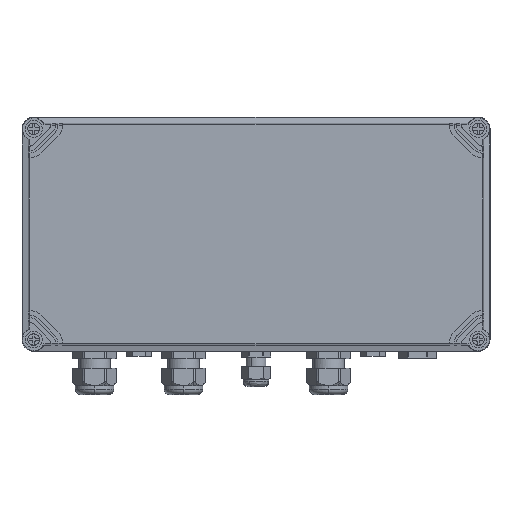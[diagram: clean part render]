
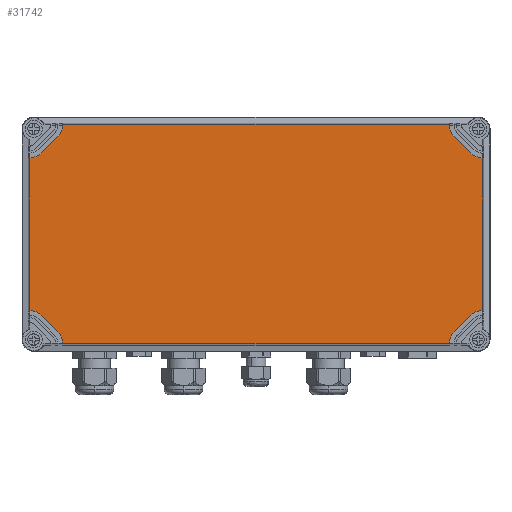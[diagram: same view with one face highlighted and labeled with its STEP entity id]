
A CAD part, top view. The second image highlights one B-rep face of the part: STEP entity #31742.
In plain terms, the highlighted planar face has unit normal (0, 0, 1).
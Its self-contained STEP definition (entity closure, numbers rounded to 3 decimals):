
#31569=AXIS2_PLACEMENT_3D('Plane Axis2P3D',#31566,#31567,#31568) ;
#31573=AXIS2_PLACEMENT_3D('Circle Axis2P3D',#31571,#31572,$) ;
#31587=AXIS2_PLACEMENT_3D('Circle Axis2P3D',#31585,#31586,$) ;
#31615=AXIS2_PLACEMENT_3D('Circle Axis2P3D',#31613,#31614,$) ;
#31629=AXIS2_PLACEMENT_3D('Circle Axis2P3D',#31627,#31628,$) ;
#31657=AXIS2_PLACEMENT_3D('Circle Axis2P3D',#31655,#31656,$) ;
#31671=AXIS2_PLACEMENT_3D('Circle Axis2P3D',#31669,#31670,$) ;
#31699=AXIS2_PLACEMENT_3D('Circle Axis2P3D',#31697,#31698,$) ;
#31713=AXIS2_PLACEMENT_3D('Circle Axis2P3D',#31711,#31712,$) ;
#30347=CARTESIAN_POINT('Vertex',(34.654,43.2,132.)) ;
#30354=CARTESIAN_POINT('Vertex',(365.346,43.2,132.)) ;
#30357=CARTESIAN_POINT('Line Origine',(200.,43.2,132.)) ;
#30386=CARTESIAN_POINT('Vertex',(365.346,43.7,132.)) ;
#30389=CARTESIAN_POINT('Line Origine',(365.346,43.45,132.)) ;
#30799=CARTESIAN_POINT('Line Origine',(34.654,43.45,132.)) ;
#30803=CARTESIAN_POINT('Vertex',(34.654,43.7,132.)) ;
#31566=CARTESIAN_POINT('Axis2P3D Location',(250.,137.,132.)) ;
#31571=CARTESIAN_POINT('Axis2P3D Location',(379.346,43.7,132.)) ;
#31575=CARTESIAN_POINT('Vertex',(369.447,53.599,132.)) ;
#31578=CARTESIAN_POINT('Line Origine',(376.424,60.576,132.)) ;
#31582=CARTESIAN_POINT('Vertex',(383.401,67.553,132.)) ;
#31585=CARTESIAN_POINT('Axis2P3D Location',(393.3,57.654,132.)) ;
#31589=CARTESIAN_POINT('Vertex',(393.3,71.654,132.)) ;
#31592=CARTESIAN_POINT('Line Origine',(393.55,71.654,132.)) ;
#31596=CARTESIAN_POINT('Vertex',(393.8,71.654,132.)) ;
#31599=CARTESIAN_POINT('Line Origine',(393.8,137.,132.)) ;
#31603=CARTESIAN_POINT('Vertex',(393.8,202.346,132.)) ;
#31606=CARTESIAN_POINT('Line Origine',(393.55,202.346,132.)) ;
#31610=CARTESIAN_POINT('Vertex',(393.3,202.346,132.)) ;
#31613=CARTESIAN_POINT('Axis2P3D Location',(393.3,216.346,132.)) ;
#31617=CARTESIAN_POINT('Vertex',(383.401,206.447,132.)) ;
#31620=CARTESIAN_POINT('Line Origine',(376.424,213.424,132.)) ;
#31624=CARTESIAN_POINT('Vertex',(369.447,220.401,132.)) ;
#31627=CARTESIAN_POINT('Axis2P3D Location',(379.346,230.3,132.)) ;
#31631=CARTESIAN_POINT('Vertex',(365.346,230.3,132.)) ;
#31634=CARTESIAN_POINT('Line Origine',(365.346,230.55,132.)) ;
#31638=CARTESIAN_POINT('Vertex',(365.346,230.8,132.)) ;
#31641=CARTESIAN_POINT('Line Origine',(200.,230.8,132.)) ;
#31645=CARTESIAN_POINT('Vertex',(34.654,230.8,132.)) ;
#31648=CARTESIAN_POINT('Line Origine',(34.654,230.55,132.)) ;
#31652=CARTESIAN_POINT('Vertex',(34.654,230.3,132.)) ;
#31655=CARTESIAN_POINT('Axis2P3D Location',(20.654,230.3,132.)) ;
#31659=CARTESIAN_POINT('Vertex',(30.553,220.401,132.)) ;
#31662=CARTESIAN_POINT('Line Origine',(23.576,213.424,132.)) ;
#31666=CARTESIAN_POINT('Vertex',(16.599,206.447,132.)) ;
#31669=CARTESIAN_POINT('Axis2P3D Location',(6.7,216.346,132.)) ;
#31673=CARTESIAN_POINT('Vertex',(6.7,202.346,132.)) ;
#31676=CARTESIAN_POINT('Line Origine',(6.45,202.346,132.)) ;
#31680=CARTESIAN_POINT('Vertex',(6.2,202.346,132.)) ;
#31683=CARTESIAN_POINT('Line Origine',(6.2,137.,132.)) ;
#31687=CARTESIAN_POINT('Vertex',(6.2,71.654,132.)) ;
#31690=CARTESIAN_POINT('Line Origine',(6.45,71.654,132.)) ;
#31694=CARTESIAN_POINT('Vertex',(6.7,71.654,132.)) ;
#31697=CARTESIAN_POINT('Axis2P3D Location',(6.7,57.654,132.)) ;
#31701=CARTESIAN_POINT('Vertex',(16.599,67.553,132.)) ;
#31704=CARTESIAN_POINT('Line Origine',(23.576,60.576,132.)) ;
#31708=CARTESIAN_POINT('Vertex',(30.553,53.599,132.)) ;
#31711=CARTESIAN_POINT('Axis2P3D Location',(20.654,43.7,132.)) ;
#30358=DIRECTION('Vector Direction',(1.,0.,0.)) ;
#30390=DIRECTION('Vector Direction',(0.,-1.,0.)) ;
#30800=DIRECTION('Vector Direction',(0.,-1.,0.)) ;
#31567=DIRECTION('Axis2P3D Direction',(0.,0.,1.)) ;
#31568=DIRECTION('Axis2P3D XDirection',(1.,0.,0.)) ;
#31572=DIRECTION('Axis2P3D Direction',(0.,0.,1.)) ;
#31579=DIRECTION('Vector Direction',(-0.707,-0.707,0.)) ;
#31586=DIRECTION('Axis2P3D Direction',(0.,0.,1.)) ;
#31593=DIRECTION('Vector Direction',(-1.,0.,0.)) ;
#31600=DIRECTION('Vector Direction',(0.,1.,0.)) ;
#31607=DIRECTION('Vector Direction',(-1.,0.,0.)) ;
#31614=DIRECTION('Axis2P3D Direction',(0.,0.,1.)) ;
#31621=DIRECTION('Vector Direction',(-0.707,0.707,0.)) ;
#31628=DIRECTION('Axis2P3D Direction',(0.,0.,1.)) ;
#31635=DIRECTION('Vector Direction',(0.,-1.,0.)) ;
#31642=DIRECTION('Vector Direction',(1.,0.,0.)) ;
#31649=DIRECTION('Vector Direction',(0.,-1.,0.)) ;
#31656=DIRECTION('Axis2P3D Direction',(0.,0.,1.)) ;
#31663=DIRECTION('Vector Direction',(0.707,0.707,0.)) ;
#31670=DIRECTION('Axis2P3D Direction',(0.,0.,1.)) ;
#31677=DIRECTION('Vector Direction',(-1.,0.,0.)) ;
#31684=DIRECTION('Vector Direction',(0.,1.,0.)) ;
#31691=DIRECTION('Vector Direction',(-1.,0.,0.)) ;
#31698=DIRECTION('Axis2P3D Direction',(0.,0.,1.)) ;
#31705=DIRECTION('Vector Direction',(0.707,-0.707,0.)) ;
#31712=DIRECTION('Axis2P3D Direction',(0.,0.,1.)) ;
#30359=VECTOR('Line Direction',#30358,1.) ;
#30391=VECTOR('Line Direction',#30390,1.) ;
#30801=VECTOR('Line Direction',#30800,1.) ;
#31580=VECTOR('Line Direction',#31579,1.) ;
#31594=VECTOR('Line Direction',#31593,1.) ;
#31601=VECTOR('Line Direction',#31600,1.) ;
#31608=VECTOR('Line Direction',#31607,1.) ;
#31622=VECTOR('Line Direction',#31621,1.) ;
#31636=VECTOR('Line Direction',#31635,1.) ;
#31643=VECTOR('Line Direction',#31642,1.) ;
#31650=VECTOR('Line Direction',#31649,1.) ;
#31664=VECTOR('Line Direction',#31663,1.) ;
#31678=VECTOR('Line Direction',#31677,1.) ;
#31685=VECTOR('Line Direction',#31684,1.) ;
#31692=VECTOR('Line Direction',#31691,1.) ;
#31706=VECTOR('Line Direction',#31705,1.) ;
#31717=ORIENTED_EDGE('',*,*,#30361,.F.) ;
#31718=ORIENTED_EDGE('',*,*,#30393,.F.) ;
#31719=ORIENTED_EDGE('',*,*,#31577,.T.) ;
#31720=ORIENTED_EDGE('',*,*,#31584,.F.) ;
#31721=ORIENTED_EDGE('',*,*,#31591,.F.) ;
#31722=ORIENTED_EDGE('',*,*,#31598,.F.) ;
#31723=ORIENTED_EDGE('',*,*,#31605,.F.) ;
#31724=ORIENTED_EDGE('',*,*,#31612,.T.) ;
#31725=ORIENTED_EDGE('',*,*,#31619,.T.) ;
#31726=ORIENTED_EDGE('',*,*,#31626,.T.) ;
#31727=ORIENTED_EDGE('',*,*,#31633,.F.) ;
#31728=ORIENTED_EDGE('',*,*,#31640,.T.) ;
#31729=ORIENTED_EDGE('',*,*,#31647,.T.) ;
#31730=ORIENTED_EDGE('',*,*,#31654,.F.) ;
#31731=ORIENTED_EDGE('',*,*,#31661,.T.) ;
#31732=ORIENTED_EDGE('',*,*,#31668,.F.) ;
#31733=ORIENTED_EDGE('',*,*,#31675,.F.) ;
#31734=ORIENTED_EDGE('',*,*,#31682,.F.) ;
#31735=ORIENTED_EDGE('',*,*,#31689,.T.) ;
#31736=ORIENTED_EDGE('',*,*,#31696,.T.) ;
#31737=ORIENTED_EDGE('',*,*,#31703,.T.) ;
#31738=ORIENTED_EDGE('',*,*,#31710,.T.) ;
#31739=ORIENTED_EDGE('',*,*,#31715,.F.) ;
#31740=ORIENTED_EDGE('',*,*,#30805,.T.) ;
#31742=ADVANCED_FACE('Hauptkoerper',(#31741),#31570,.T.) ;
#31574=CIRCLE('generated circle',#31573,14.) ;
#31588=CIRCLE('generated circle',#31587,14.) ;
#31616=CIRCLE('generated circle',#31615,14.) ;
#31630=CIRCLE('generated circle',#31629,14.) ;
#31658=CIRCLE('generated circle',#31657,14.) ;
#31672=CIRCLE('generated circle',#31671,14.) ;
#31700=CIRCLE('generated circle',#31699,14.) ;
#31714=CIRCLE('generated circle',#31713,14.) ;
#30361=EDGE_CURVE('',#30355,#30348,#30360,.F.) ;
#30393=EDGE_CURVE('',#30387,#30355,#30392,.T.) ;
#30805=EDGE_CURVE('',#30804,#30348,#30802,.T.) ;
#31577=EDGE_CURVE('',#30387,#31576,#31574,.F.) ;
#31584=EDGE_CURVE('',#31583,#31576,#31581,.T.) ;
#31591=EDGE_CURVE('',#31590,#31583,#31588,.T.) ;
#31598=EDGE_CURVE('',#31597,#31590,#31595,.T.) ;
#31605=EDGE_CURVE('',#31604,#31597,#31602,.F.) ;
#31612=EDGE_CURVE('',#31604,#31611,#31609,.T.) ;
#31619=EDGE_CURVE('',#31611,#31618,#31616,.F.) ;
#31626=EDGE_CURVE('',#31618,#31625,#31623,.T.) ;
#31633=EDGE_CURVE('',#31632,#31625,#31630,.T.) ;
#31640=EDGE_CURVE('',#31632,#31639,#31637,.F.) ;
#31647=EDGE_CURVE('',#31639,#31646,#31644,.F.) ;
#31654=EDGE_CURVE('',#31653,#31646,#31651,.F.) ;
#31661=EDGE_CURVE('',#31653,#31660,#31658,.F.) ;
#31668=EDGE_CURVE('',#31667,#31660,#31665,.T.) ;
#31675=EDGE_CURVE('',#31674,#31667,#31672,.T.) ;
#31682=EDGE_CURVE('',#31681,#31674,#31679,.F.) ;
#31689=EDGE_CURVE('',#31681,#31688,#31686,.F.) ;
#31696=EDGE_CURVE('',#31688,#31695,#31693,.F.) ;
#31703=EDGE_CURVE('',#31695,#31702,#31700,.F.) ;
#31710=EDGE_CURVE('',#31702,#31709,#31707,.T.) ;
#31715=EDGE_CURVE('',#30804,#31709,#31714,.T.) ;
#31716=EDGE_LOOP('',(#31717,#31718,#31719,#31720,#31721,#31722,#31723,#31724,#31725,#31726,#31727,#31728,#31729,#31730,#31731,#31732,#31733,#31734,#31735,#31736,#31737,#31738,#31739,#31740)) ;
#31741=FACE_OUTER_BOUND('',#31716,.T.) ;
#30360=LINE('Line',#30357,#30359) ;
#30392=LINE('Line',#30389,#30391) ;
#30802=LINE('Line',#30799,#30801) ;
#31581=LINE('Line',#31578,#31580) ;
#31595=LINE('Line',#31592,#31594) ;
#31602=LINE('Line',#31599,#31601) ;
#31609=LINE('Line',#31606,#31608) ;
#31623=LINE('Line',#31620,#31622) ;
#31637=LINE('Line',#31634,#31636) ;
#31644=LINE('Line',#31641,#31643) ;
#31651=LINE('Line',#31648,#31650) ;
#31665=LINE('Line',#31662,#31664) ;
#31679=LINE('Line',#31676,#31678) ;
#31686=LINE('Line',#31683,#31685) ;
#31693=LINE('Line',#31690,#31692) ;
#31707=LINE('Line',#31704,#31706) ;
#31570=PLANE('',#31569) ;
#30348=VERTEX_POINT('',#30347) ;
#30355=VERTEX_POINT('',#30354) ;
#30387=VERTEX_POINT('',#30386) ;
#30804=VERTEX_POINT('',#30803) ;
#31576=VERTEX_POINT('',#31575) ;
#31583=VERTEX_POINT('',#31582) ;
#31590=VERTEX_POINT('',#31589) ;
#31597=VERTEX_POINT('',#31596) ;
#31604=VERTEX_POINT('',#31603) ;
#31611=VERTEX_POINT('',#31610) ;
#31618=VERTEX_POINT('',#31617) ;
#31625=VERTEX_POINT('',#31624) ;
#31632=VERTEX_POINT('',#31631) ;
#31639=VERTEX_POINT('',#31638) ;
#31646=VERTEX_POINT('',#31645) ;
#31653=VERTEX_POINT('',#31652) ;
#31660=VERTEX_POINT('',#31659) ;
#31667=VERTEX_POINT('',#31666) ;
#31674=VERTEX_POINT('',#31673) ;
#31681=VERTEX_POINT('',#31680) ;
#31688=VERTEX_POINT('',#31687) ;
#31695=VERTEX_POINT('',#31694) ;
#31702=VERTEX_POINT('',#31701) ;
#31709=VERTEX_POINT('',#31708) ;
